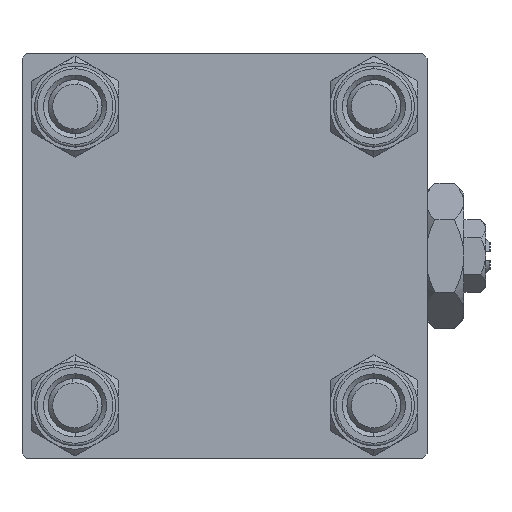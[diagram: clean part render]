
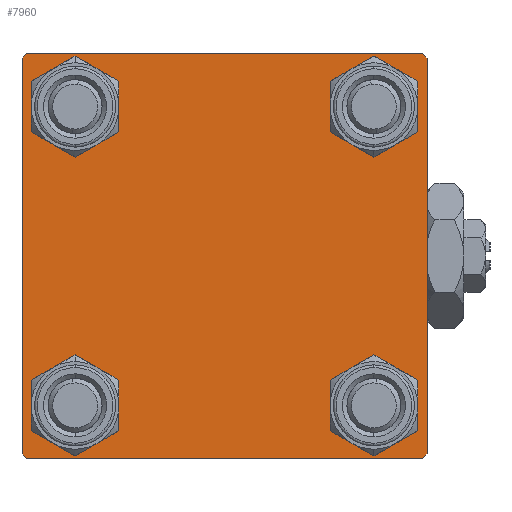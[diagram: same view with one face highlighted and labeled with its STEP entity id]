
A CAD part, left-side view. The second image highlights one B-rep face of the part: STEP entity #7960.
In plain terms, the highlighted planar face has unit normal (-1, 0, 0).
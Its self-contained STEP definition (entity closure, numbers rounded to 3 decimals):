
#75 = VECTOR ( 'NONE', #38165, 1000. ) ;
#342 = DIRECTION ( 'NONE',  ( 0., 0., 1. ) ) ;
#369 = DIRECTION ( 'NONE',  ( 0., -1., 0. ) ) ;
#732 = ORIENTED_EDGE ( 'NONE', *, *, #27580, .T. ) ;
#853 = ORIENTED_EDGE ( 'NONE', *, *, #26945, .T. ) ;
#1427 = LINE ( 'NONE', #17158, #75 ) ;
#2073 = DIRECTION ( 'NONE',  ( 0., -0.707, -0.707 ) ) ;
#2944 = CARTESIAN_POINT ( 'NONE',  ( 0., 0., 0. ) ) ;
#3340 = AXIS2_PLACEMENT_3D ( 'NONE', #28631, #25156, #21160 ) ;
#3453 = VERTEX_POINT ( 'NONE', #24849 ) ;
#3712 = CARTESIAN_POINT ( 'NONE',  ( 0., 22., 22.5 ) ) ;
#3775 = LINE ( 'NONE', #43702, #32563 ) ;
#3777 = CARTESIAN_POINT ( 'NONE',  ( 0., -16.6, 13.1 ) ) ;
#5757 = DIRECTION ( 'NONE',  ( 0., 0.707, -0.707 ) ) ;
#5898 = CIRCLE ( 'NONE', #52630, 3.5 ) ;
#5910 = VECTOR ( 'NONE', #369, 1000. ) ;
#6080 = LINE ( 'NONE', #35088, #45079 ) ;
#7023 = VERTEX_POINT ( 'NONE', #30371 ) ;
#7519 = DIRECTION ( 'NONE',  ( 0., 0.707, 0.707 ) ) ;
#7960 = ADVANCED_FACE ( 'NONE', ( #19972, #35426, #47665, #15722, #39418 ), #35163, .T. ) ;
#9157 = LINE ( 'NONE', #25379, #5910 ) ;
#10374 = LINE ( 'NONE', #51604, #42057 ) ;
#10895 = CARTESIAN_POINT ( 'NONE',  ( 0., 22.5, 22.5 ) ) ;
#11528 = EDGE_CURVE ( 'NONE', #26114, #7023, #17817, .T. ) ;
#11675 = DIRECTION ( 'NONE',  ( 0., 0., -1. ) ) ;
#12044 = EDGE_LOOP ( 'NONE', ( #48130, #20227 ) ) ;
#12204 = LINE ( 'NONE', #24443, #28473 ) ;
#12272 = EDGE_CURVE ( 'NONE', #41691, #25873, #41519, .T. ) ;
#14306 = EDGE_CURVE ( 'NONE', #44782, #20568, #9157, .T. ) ;
#14578 = DIRECTION ( 'NONE',  ( 0., 0., 1. ) ) ;
#15722 = FACE_BOUND ( 'NONE', #35476, .T. ) ;
#16066 = CARTESIAN_POINT ( 'NONE',  ( 0., 16.6, -16.6 ) ) ;
#16649 = EDGE_CURVE ( 'NONE', #7023, #51586, #6080, .T. ) ;
#17158 = CARTESIAN_POINT ( 'NONE',  ( 0., -22.25, -22.25 ) ) ;
#17817 = LINE ( 'NONE', #10895, #46568 ) ;
#18360 = CARTESIAN_POINT ( 'NONE',  ( 0., -22., 22.5 ) ) ;
#18558 = AXIS2_PLACEMENT_3D ( 'NONE', #23729, #48996, #20263 ) ;
#18793 = CARTESIAN_POINT ( 'NONE',  ( 0., -16.6, -16.6 ) ) ;
#18963 = CARTESIAN_POINT ( 'NONE',  ( 0., -22., -22.5 ) ) ;
#18980 = ORIENTED_EDGE ( 'NONE', *, *, #48138, .T. ) ;
#19086 = CARTESIAN_POINT ( 'NONE',  ( 0., 22.5, 22. ) ) ;
#19404 = AXIS2_PLACEMENT_3D ( 'NONE', #2944, #52182, #23975 ) ;
#19972 = FACE_BOUND ( 'NONE', #12044, .T. ) ;
#20227 = ORIENTED_EDGE ( 'NONE', *, *, #12272, .T. ) ;
#20263 = DIRECTION ( 'NONE',  ( 0., 0., 1. ) ) ;
#20278 = VERTEX_POINT ( 'NONE', #42505 ) ;
#20568 = VERTEX_POINT ( 'NONE', #18360 ) ;
#20963 = EDGE_CURVE ( 'NONE', #50544, #3453, #39115, .T. ) ;
#21160 = DIRECTION ( 'NONE',  ( 0., 0., 1. ) ) ;
#21333 = CARTESIAN_POINT ( 'NONE',  ( 0., -16.6, -13.1 ) ) ;
#21423 = ORIENTED_EDGE ( 'NONE', *, *, #35568, .F. ) ;
#22270 = ORIENTED_EDGE ( 'NONE', *, *, #20963, .T. ) ;
#23196 = AXIS2_PLACEMENT_3D ( 'NONE', #27084, #51559, #43305 ) ;
#23729 = CARTESIAN_POINT ( 'NONE',  ( 0., -16.6, 16.6 ) ) ;
#23750 = CIRCLE ( 'NONE', #3340, 3.5 ) ;
#23975 = DIRECTION ( 'NONE',  ( 0., 0., 1. ) ) ;
#24323 = CIRCLE ( 'NONE', #48148, 3.5 ) ;
#24443 = CARTESIAN_POINT ( 'NONE',  ( 0., -22.5, 22.5 ) ) ;
#24482 = AXIS2_PLACEMENT_3D ( 'NONE', #30889, #47117, #26888 ) ;
#24813 = DIRECTION ( 'NONE',  ( 0., 0., 1. ) ) ;
#24849 = CARTESIAN_POINT ( 'NONE',  ( 0., 16.6, -20.1 ) ) ;
#25156 = DIRECTION ( 'NONE',  ( 1., 0., 0. ) ) ;
#25379 = CARTESIAN_POINT ( 'NONE',  ( 0., 22.5, 22.5 ) ) ;
#25873 = VERTEX_POINT ( 'NONE', #43989 ) ;
#26114 = VERTEX_POINT ( 'NONE', #19086 ) ;
#26176 = CIRCLE ( 'NONE', #24482, 3.5 ) ;
#26315 = EDGE_LOOP ( 'NONE', ( #35003, #47769, #39398, #36685, #21423, #732, #39994, #50799 ) ) ;
#26558 = CARTESIAN_POINT ( 'NONE',  ( 0., 16.6, -16.6 ) ) ;
#26608 = DIRECTION ( 'NONE',  ( 0., -1., 0. ) ) ;
#26749 = VERTEX_POINT ( 'NONE', #27729 ) ;
#26888 = DIRECTION ( 'NONE',  ( 0., 0., 1. ) ) ;
#26945 = EDGE_CURVE ( 'NONE', #38431, #52579, #27457, .T. ) ;
#27084 = CARTESIAN_POINT ( 'NONE',  ( 0., -16.6, -16.6 ) ) ;
#27318 = EDGE_LOOP ( 'NONE', ( #853, #18980 ) ) ;
#27457 = CIRCLE ( 'NONE', #23196, 3.5 ) ;
#27580 = EDGE_CURVE ( 'NONE', #20278, #20568, #3775, .T. ) ;
#27729 = CARTESIAN_POINT ( 'NONE',  ( 0., 16.6, 13.1 ) ) ;
#27909 = VERTEX_POINT ( 'NONE', #39931 ) ;
#28473 = VECTOR ( 'NONE', #11675, 1000. ) ;
#28631 = CARTESIAN_POINT ( 'NONE',  ( 0., -16.6, 16.6 ) ) ;
#28744 = ORIENTED_EDGE ( 'NONE', *, *, #49325, .T. ) ;
#29704 = CARTESIAN_POINT ( 'NONE',  ( 0., 22.25, 22.25 ) ) ;
#29775 = VERTEX_POINT ( 'NONE', #52082 ) ;
#30371 = CARTESIAN_POINT ( 'NONE',  ( 0., 22.5, -22. ) ) ;
#30889 = CARTESIAN_POINT ( 'NONE',  ( 0., 16.6, 16.6 ) ) ;
#31634 = EDGE_CURVE ( 'NONE', #44782, #26114, #50733, .T. ) ;
#31751 = VECTOR ( 'NONE', #5757, 1000. ) ;
#32563 = VECTOR ( 'NONE', #7519, 1000. ) ;
#32798 = CARTESIAN_POINT ( 'NONE',  ( 0., 16.6, 16.6 ) ) ;
#33801 = CARTESIAN_POINT ( 'NONE',  ( 0., 16.6, -13.1 ) ) ;
#33888 = AXIS2_PLACEMENT_3D ( 'NONE', #18793, #34497, #51263 ) ;
#33899 = CARTESIAN_POINT ( 'NONE',  ( 0., 22., -22.5 ) ) ;
#34304 = ORIENTED_EDGE ( 'NONE', *, *, #41800, .T. ) ;
#34497 = DIRECTION ( 'NONE',  ( 1., 0., 0. ) ) ;
#35003 = ORIENTED_EDGE ( 'NONE', *, *, #11528, .T. ) ;
#35088 = CARTESIAN_POINT ( 'NONE',  ( 0., 22.25, -22.25 ) ) ;
#35163 = PLANE ( 'NONE',  #19404 ) ;
#35426 = FACE_BOUND ( 'NONE', #27318, .T. ) ;
#35476 = EDGE_LOOP ( 'NONE', ( #34304, #39674 ) ) ;
#35568 = EDGE_CURVE ( 'NONE', #20278, #27909, #12204, .T. ) ;
#36303 = EDGE_CURVE ( 'NONE', #51586, #37444, #10374, .T. ) ;
#36685 = ORIENTED_EDGE ( 'NONE', *, *, #52499, .T. ) ;
#37444 = VERTEX_POINT ( 'NONE', #18963 ) ;
#38165 = DIRECTION ( 'NONE',  ( 0., -0.707, 0.707 ) ) ;
#38431 = VERTEX_POINT ( 'NONE', #21333 ) ;
#39115 = CIRCLE ( 'NONE', #45056, 3.5 ) ;
#39223 = CARTESIAN_POINT ( 'NONE',  ( 0., -16.6, -20.1 ) ) ;
#39398 = ORIENTED_EDGE ( 'NONE', *, *, #36303, .T. ) ;
#39418 = FACE_OUTER_BOUND ( 'NONE', #26315, .T. ) ;
#39674 = ORIENTED_EDGE ( 'NONE', *, *, #46640, .T. ) ;
#39871 = CIRCLE ( 'NONE', #33888, 3.5 ) ;
#39931 = CARTESIAN_POINT ( 'NONE',  ( 0., -22.5, -22. ) ) ;
#39994 = ORIENTED_EDGE ( 'NONE', *, *, #14306, .F. ) ;
#41519 = CIRCLE ( 'NONE', #18558, 3.5 ) ;
#41691 = VERTEX_POINT ( 'NONE', #3777 ) ;
#41800 = EDGE_CURVE ( 'NONE', #29775, #26749, #24323, .T. ) ;
#42057 = VECTOR ( 'NONE', #26608, 1000. ) ;
#42231 = EDGE_LOOP ( 'NONE', ( #22270, #28744 ) ) ;
#42505 = CARTESIAN_POINT ( 'NONE',  ( 0., -22.5, 22. ) ) ;
#43305 = DIRECTION ( 'NONE',  ( 0., 0., 1. ) ) ;
#43702 = CARTESIAN_POINT ( 'NONE',  ( 0., -22.25, 22.25 ) ) ;
#43989 = CARTESIAN_POINT ( 'NONE',  ( 0., -16.6, 20.1 ) ) ;
#44266 = DIRECTION ( 'NONE',  ( 1., 0., 0. ) ) ;
#44764 = DIRECTION ( 'NONE',  ( 1., 0., 0. ) ) ;
#44782 = VERTEX_POINT ( 'NONE', #3712 ) ;
#45056 = AXIS2_PLACEMENT_3D ( 'NONE', #26558, #51035, #14578 ) ;
#45079 = VECTOR ( 'NONE', #2073, 1000. ) ;
#46568 = VECTOR ( 'NONE', #46839, 1000. ) ;
#46640 = EDGE_CURVE ( 'NONE', #26749, #29775, #26176, .T. ) ;
#46839 = DIRECTION ( 'NONE',  ( 0., 0., -1. ) ) ;
#47117 = DIRECTION ( 'NONE',  ( 1., 0., 0. ) ) ;
#47665 = FACE_BOUND ( 'NONE', #42231, .T. ) ;
#47769 = ORIENTED_EDGE ( 'NONE', *, *, #16649, .T. ) ;
#48130 = ORIENTED_EDGE ( 'NONE', *, *, #49838, .T. ) ;
#48138 = EDGE_CURVE ( 'NONE', #52579, #38431, #39871, .T. ) ;
#48148 = AXIS2_PLACEMENT_3D ( 'NONE', #32798, #44764, #24813 ) ;
#48996 = DIRECTION ( 'NONE',  ( 1., 0., 0. ) ) ;
#49325 = EDGE_CURVE ( 'NONE', #3453, #50544, #5898, .T. ) ;
#49838 = EDGE_CURVE ( 'NONE', #25873, #41691, #23750, .T. ) ;
#50544 = VERTEX_POINT ( 'NONE', #33801 ) ;
#50733 = LINE ( 'NONE', #29704, #31751 ) ;
#50799 = ORIENTED_EDGE ( 'NONE', *, *, #31634, .T. ) ;
#51035 = DIRECTION ( 'NONE',  ( 1., 0., 0. ) ) ;
#51263 = DIRECTION ( 'NONE',  ( 0., 0., 1. ) ) ;
#51559 = DIRECTION ( 'NONE',  ( 1., 0., 0. ) ) ;
#51586 = VERTEX_POINT ( 'NONE', #33899 ) ;
#51604 = CARTESIAN_POINT ( 'NONE',  ( 0., 22.5, -22.5 ) ) ;
#52082 = CARTESIAN_POINT ( 'NONE',  ( 0., 16.6, 20.1 ) ) ;
#52182 = DIRECTION ( 'NONE',  ( -1., 0., 0. ) ) ;
#52499 = EDGE_CURVE ( 'NONE', #37444, #27909, #1427, .T. ) ;
#52579 = VERTEX_POINT ( 'NONE', #39223 ) ;
#52630 = AXIS2_PLACEMENT_3D ( 'NONE', #16066, #44266, #342 ) ;
